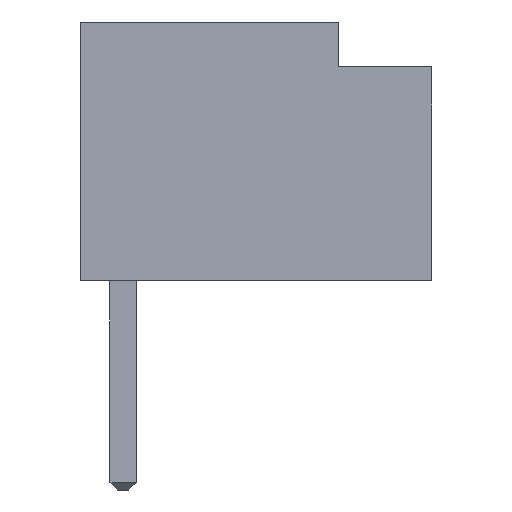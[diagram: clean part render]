
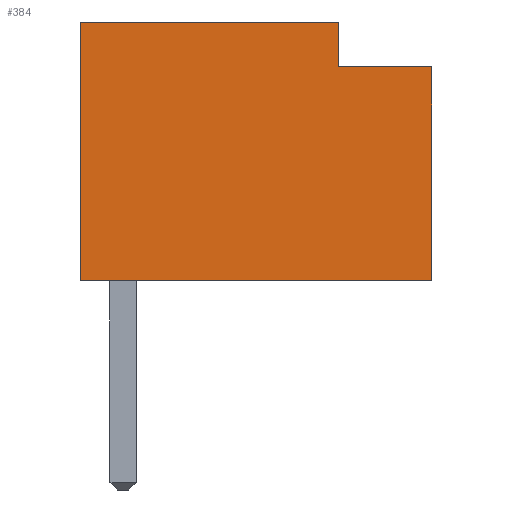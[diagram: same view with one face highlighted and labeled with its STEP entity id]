
A CAD part, left-side view. The second image highlights one B-rep face of the part: STEP entity #384.
In plain terms, the highlighted planar face has unit normal (-1, 0, 0).
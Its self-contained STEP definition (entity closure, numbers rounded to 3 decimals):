
#2 = CARTESIAN_POINT ( 'NONE',  ( -2.75, -2.875, 2.85 ) ) ;
#117 = DIRECTION ( 'NONE',  ( 0., 0., -1. ) ) ;
#175 = VECTOR ( 'NONE', #16689, 1000. ) ;
#384 = ADVANCED_FACE ( 'NONE', ( #7048 ), #7137, .F. ) ;
#547 = CARTESIAN_POINT ( 'NONE',  ( -2.75, -2.875, 3.45 ) ) ;
#631 = LINE ( 'NONE', #13570, #3984 ) ;
#1382 = VERTEX_POINT ( 'NONE', #2 ) ;
#1654 = DIRECTION ( 'NONE',  ( 0., -1., 0. ) ) ;
#1714 = LINE ( 'NONE', #11819, #14479 ) ;
#1728 = VERTEX_POINT ( 'NONE', #2685 ) ;
#2189 = VERTEX_POINT ( 'NONE', #547 ) ;
#2685 = CARTESIAN_POINT ( 'NONE',  ( -2.75, -4.125, 2.85 ) ) ;
#2686 = VECTOR ( 'NONE', #12145, 1000. ) ;
#2767 = LINE ( 'NONE', #17081, #17700 ) ;
#2867 = ORIENTED_EDGE ( 'NONE', *, *, #7346, .F. ) ;
#3478 = LINE ( 'NONE', #13725, #175 ) ;
#3899 = CARTESIAN_POINT ( 'NONE',  ( -2.75, -4.125, 0. ) ) ;
#3984 = VECTOR ( 'NONE', #12147, 1000. ) ;
#4067 = VECTOR ( 'NONE', #4871, 1000. ) ;
#4391 = ORIENTED_EDGE ( 'NONE', *, *, #12789, .T. ) ;
#4871 = DIRECTION ( 'NONE',  ( 0., 0., -1. ) ) ;
#5331 = CARTESIAN_POINT ( 'NONE',  ( -2.75, 0.575, 3.45 ) ) ;
#5724 = DIRECTION ( 'NONE',  ( 1., 0., 0. ) ) ;
#6329 = LINE ( 'NONE', #16454, #2686 ) ;
#6478 = ORIENTED_EDGE ( 'NONE', *, *, #9484, .F. ) ;
#6890 = EDGE_CURVE ( 'NONE', #11154, #2189, #3478, .T. ) ;
#7048 = FACE_OUTER_BOUND ( 'NONE', #10132, .T. ) ;
#7137 = PLANE ( 'NONE',  #16471 ) ;
#7346 = EDGE_CURVE ( 'NONE', #2189, #1382, #7965, .T. ) ;
#7965 = LINE ( 'NONE', #13800, #4067 ) ;
#8794 = VERTEX_POINT ( 'NONE', #15469 ) ;
#9484 = EDGE_CURVE ( 'NONE', #1382, #1728, #2767, .T. ) ;
#9528 = ORIENTED_EDGE ( 'NONE', *, *, #6890, .F. ) ;
#10132 = EDGE_LOOP ( 'NONE', ( #12806, #6478, #2867, #9528, #13632, #4391 ) ) ;
#10510 = EDGE_CURVE ( 'NONE', #1728, #15664, #1714, .T. ) ;
#11154 = VERTEX_POINT ( 'NONE', #5331 ) ;
#11819 = CARTESIAN_POINT ( 'NONE',  ( -2.75, -4.125, 3.45 ) ) ;
#12145 = DIRECTION ( 'NONE',  ( 0., 0., -1. ) ) ;
#12147 = DIRECTION ( 'NONE',  ( 0., -1., 0. ) ) ;
#12789 = EDGE_CURVE ( 'NONE', #8794, #15664, #631, .T. ) ;
#12806 = ORIENTED_EDGE ( 'NONE', *, *, #10510, .F. ) ;
#12854 = CARTESIAN_POINT ( 'NONE',  ( -2.75, 0.575, 3.45 ) ) ;
#13570 = CARTESIAN_POINT ( 'NONE',  ( -2.75, 0.575, 0. ) ) ;
#13632 = ORIENTED_EDGE ( 'NONE', *, *, #16334, .T. ) ;
#13725 = CARTESIAN_POINT ( 'NONE',  ( -2.75, 0.575, 3.45 ) ) ;
#13800 = CARTESIAN_POINT ( 'NONE',  ( -2.75, -2.875, 3.45 ) ) ;
#14479 = VECTOR ( 'NONE', #17502, 1000. ) ;
#15469 = CARTESIAN_POINT ( 'NONE',  ( -2.75, 0.575, 0. ) ) ;
#15664 = VERTEX_POINT ( 'NONE', #3899 ) ;
#16334 = EDGE_CURVE ( 'NONE', #11154, #8794, #6329, .T. ) ;
#16454 = CARTESIAN_POINT ( 'NONE',  ( -2.75, 0.575, 3.45 ) ) ;
#16471 = AXIS2_PLACEMENT_3D ( 'NONE', #12854, #5724, #117 ) ;
#16689 = DIRECTION ( 'NONE',  ( 0., -1., 0. ) ) ;
#17081 = CARTESIAN_POINT ( 'NONE',  ( -2.75, -4.125, 2.85 ) ) ;
#17502 = DIRECTION ( 'NONE',  ( 0., 0., -1. ) ) ;
#17700 = VECTOR ( 'NONE', #1654, 1000. ) ;
